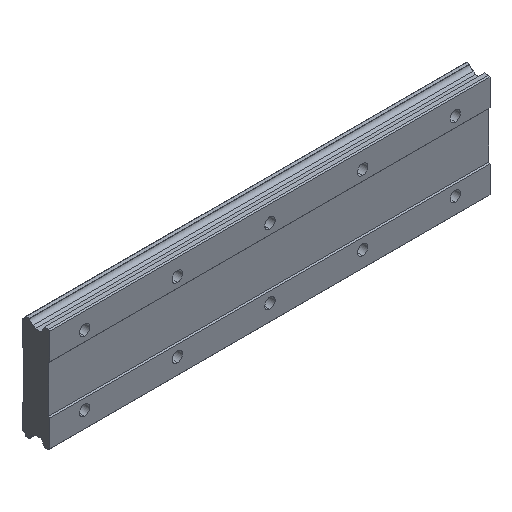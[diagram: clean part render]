
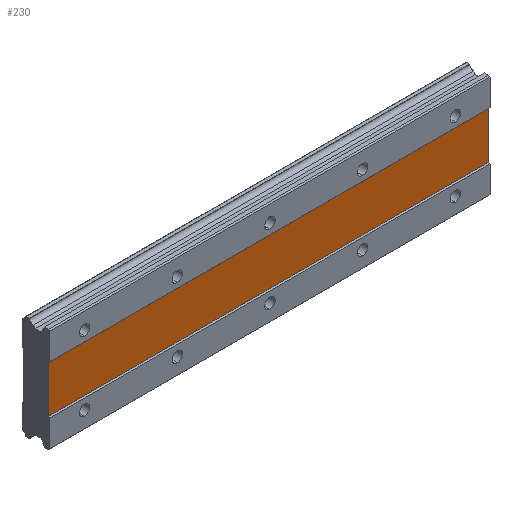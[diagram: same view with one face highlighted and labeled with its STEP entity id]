
A CAD part, isometric view. The second image highlights one B-rep face of the part: STEP entity #230.
In plain terms, the highlighted planar face has unit normal (0, -1, 0).
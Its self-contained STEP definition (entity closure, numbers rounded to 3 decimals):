
#21 = ORIENTED_EDGE ( 'NONE', *, *, #1932, .F. ) ;
#56 = LINE ( 'NONE', #838, #2300 ) ;
#133 = DIRECTION ( 'NONE',  ( -1., 0., 0. ) ) ;
#173 = CARTESIAN_POINT ( 'NONE',  ( 350., 1., -20. ) ) ;
#223 = DIRECTION ( 'NONE',  ( 0., 0., -1. ) ) ;
#230 = ADVANCED_FACE ( 'NONE', ( #1860 ), #1441, .F. ) ;
#350 = EDGE_LOOP ( 'NONE', ( #2447, #484, #2296, #21 ) ) ;
#377 = DIRECTION ( 'NONE',  ( 0., 0., 1. ) ) ;
#425 = LINE ( 'NONE', #634, #1516 ) ;
#473 = EDGE_CURVE ( 'NONE', #1115, #2337, #56, .T. ) ;
#474 = DIRECTION ( 'NONE',  ( 0., 0., 1. ) ) ;
#484 = ORIENTED_EDGE ( 'NONE', *, *, #473, .F. ) ;
#485 = DIRECTION ( 'NONE',  ( 1., 0., 0. ) ) ;
#505 = LINE ( 'NONE', #173, #1090 ) ;
#574 = DIRECTION ( 'NONE',  ( 0., 1., 0. ) ) ;
#634 = CARTESIAN_POINT ( 'NONE',  ( -30., 1., 20. ) ) ;
#781 = CARTESIAN_POINT ( 'NONE',  ( -30., 1., 20. ) ) ;
#809 = CARTESIAN_POINT ( 'NONE',  ( 350., 1., 20. ) ) ;
#838 = CARTESIAN_POINT ( 'NONE',  ( 350., 1., 20. ) ) ;
#994 = VERTEX_POINT ( 'NONE', #781 ) ;
#1090 = VECTOR ( 'NONE', #133, 1000. ) ;
#1115 = VERTEX_POINT ( 'NONE', #1478 ) ;
#1118 = LINE ( 'NONE', #1957, #2225 ) ;
#1134 = VERTEX_POINT ( 'NONE', #2703 ) ;
#1244 = AXIS2_PLACEMENT_3D ( 'NONE', #809, #574, #377 ) ;
#1441 = PLANE ( 'NONE',  #1244 ) ;
#1478 = CARTESIAN_POINT ( 'NONE',  ( 350., 1., 20. ) ) ;
#1516 = VECTOR ( 'NONE', #474, 1000. ) ;
#1860 = FACE_OUTER_BOUND ( 'NONE', #350, .T. ) ;
#1912 = EDGE_CURVE ( 'NONE', #994, #1115, #1118, .T. ) ;
#1932 = EDGE_CURVE ( 'NONE', #1134, #994, #425, .T. ) ;
#1957 = CARTESIAN_POINT ( 'NONE',  ( 350., 1., 20. ) ) ;
#2225 = VECTOR ( 'NONE', #485, 1000. ) ;
#2296 = ORIENTED_EDGE ( 'NONE', *, *, #1912, .F. ) ;
#2300 = VECTOR ( 'NONE', #223, 1000. ) ;
#2337 = VERTEX_POINT ( 'NONE', #2338 ) ;
#2338 = CARTESIAN_POINT ( 'NONE',  ( 350., 1., -20. ) ) ;
#2447 = ORIENTED_EDGE ( 'NONE', *, *, #2497, .F. ) ;
#2497 = EDGE_CURVE ( 'NONE', #2337, #1134, #505, .T. ) ;
#2703 = CARTESIAN_POINT ( 'NONE',  ( -30., 1., -20. ) ) ;
